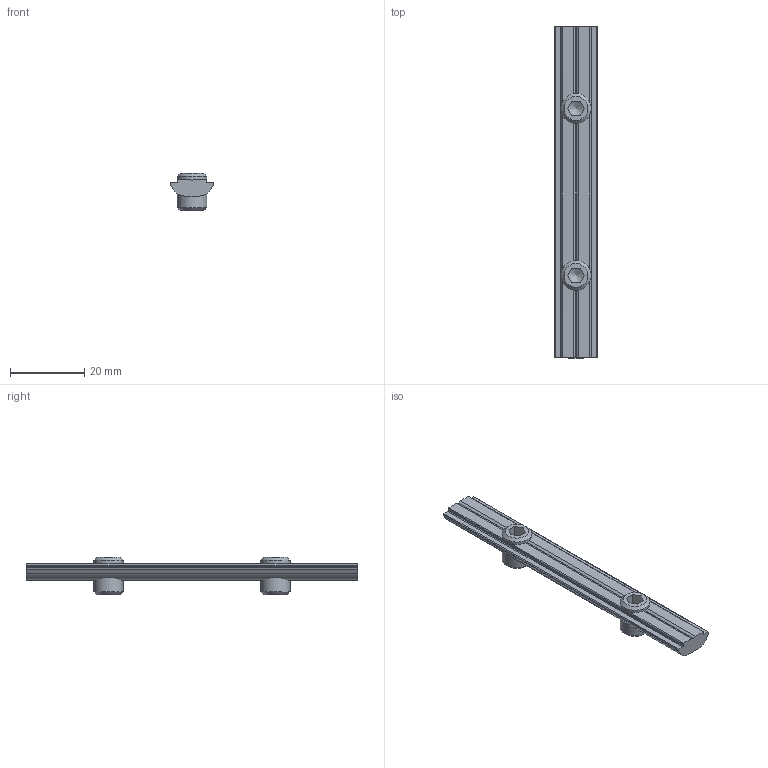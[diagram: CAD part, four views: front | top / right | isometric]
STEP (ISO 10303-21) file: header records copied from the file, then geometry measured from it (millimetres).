
FILE_DESCRIPTION(/* description */ (''),/* implementation_level */ '2;1');
FILE_NAME(/* name */ '21.0043 T-SLOT BAR 30 - 90.stp',/* time_stamp */ '2021-01-06T09:18:11-05:00',/* author */ ('amoles'),/* organization */ (''),/* preprocessor_version */ 'ST-DEVELOPER v18',/* originating_system */ 'Autodesk Inventor 2020',/* authorisation */ '');
FILE_SCHEMA (('AUTOMOTIVE_DESIGN { 1 0 10303 214 3 1 1 }'));
Length unit declared in the file: millimetre
Products named in the file (3): 21.0043 T-SLOT BAR 30 - 90; 21.0043_1 T-SLOT BAR 30 - 90 BAR; 21.1306
Assembly tree (3 placements, depth 2):
  21.0043 T-SLOT BAR 30 - 90
    21.0043_1 T-SLOT BAR 30 - 90 BAR
    21.1306  x2
Bounding box: 11.6 x 89.5 x 10 mm (x, y, z)
Volume: 4252.9 mm3; surface area: 3601.6 mm2
Topology: 3 solids, 3 shells, 80 faces, 220 edges, 142 vertices
Faces by surface type: plane 41, cone 24, cylinder 15
Full cylindrical faces by diameter (mm): 8 x2
Entity records: 2503 total; most frequent: CARTESIAN_POINT 565, ORIENTED_EDGE 380, DIRECTION 376, EDGE_CURVE 190, AXIS2_PLACEMENT_3D 140, VERTEX_POINT 123, LINE 96, VECTOR 96
